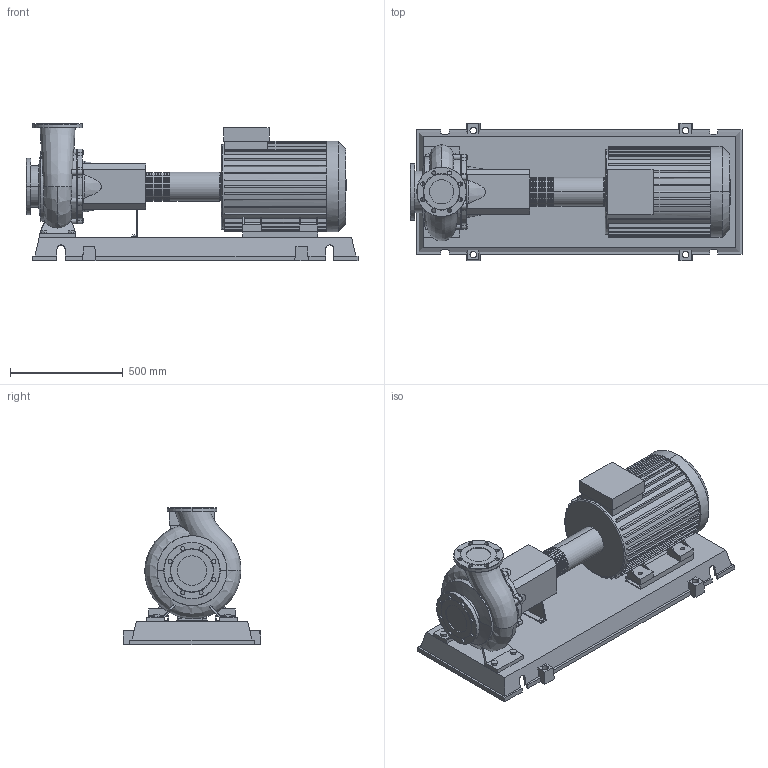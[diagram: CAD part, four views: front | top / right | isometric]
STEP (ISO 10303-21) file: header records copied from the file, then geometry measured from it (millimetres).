
FILE_DESCRIPTION((''),'2;1');
FILE_NAME('3d_NL100_250-37-2-12-4109351.stp','2015-03-03T07:24:13',(''),(''),'Mechanical Desktop 2009','Mechanical Desktop 2009',', , ');
FILE_SCHEMA(('CONFIG_CONTROL_DESIGN'));
Length unit declared in the file: millimetre
Products named in the file (1): Product
Bounding box: 1470 x 610 x 608 mm (x, y, z)
Volume: 120382530.7 mm3; surface area: 5430360.7 mm2
Topology: 13 solids, 13 shells, 916 faces, 2432 edges, 1591 vertices
Faces by surface type: plane 472, cylinder 253, bspline 163, cone 14, torus 14
Full cylindrical faces by diameter (mm): 309 x1
Entity records: 32459 total; most frequent: CARTESIAN_POINT 9444, ORIENTED_EDGE 4866, DIRECTION 4642, EDGE_CURVE 2433, VERTEX_POINT 1590, AXIS2_PLACEMENT_3D 1565, VECTOR 1512, LINE 1512
